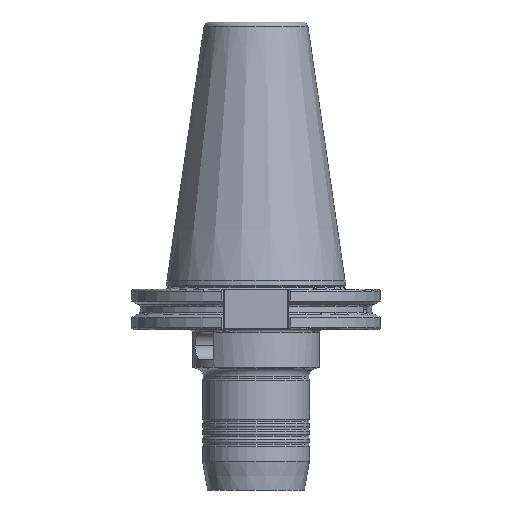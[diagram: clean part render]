
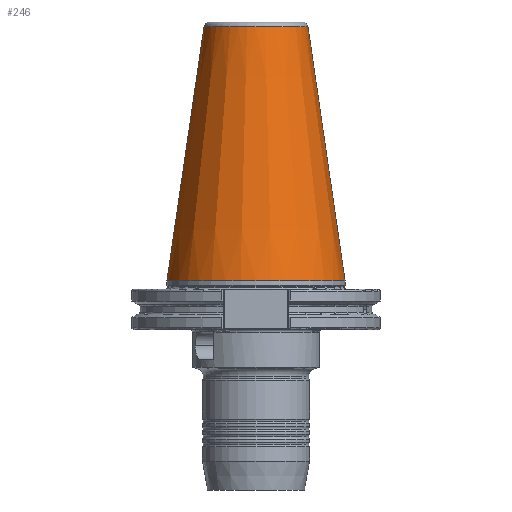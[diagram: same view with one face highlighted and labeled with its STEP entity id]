
A CAD part, front view. The second image highlights one B-rep face of the part: STEP entity #246.
In plain terms, the highlighted conical face has half-angle 8.297 degrees and reference radius 20.108 mm.
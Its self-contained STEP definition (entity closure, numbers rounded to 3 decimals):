
#246 = ADVANCED_FACE ( 'NONE', ( #6250 ), #1800, .T. ) ;
#310 = CARTESIAN_POINT ( 'NONE',  ( 0., 0., 99.675 ) ) ;
#548 = DIRECTION ( 'NONE',  ( 0., 0., -1. ) ) ;
#609 = DIRECTION ( 'NONE',  ( 0.144, 0., -0.99 ) ) ;
#1049 = VERTEX_POINT ( 'NONE', #5790 ) ;
#1400 = DIRECTION ( 'NONE',  ( 1., 0., 0. ) ) ;
#1600 = DIRECTION ( 'NONE',  ( -1., 0., 0. ) ) ;
#1800 = CONICAL_SURFACE ( 'NONE', #3101, 20.108, 0.145 ) ;
#1889 = ORIENTED_EDGE ( 'NONE', *, *, #2732, .T. ) ;
#1951 = EDGE_LOOP ( 'NONE', ( #3844, #1889, #6549, #6867 ) ) ;
#1966 = VECTOR ( 'NONE', #609, 1000. ) ;
#2326 = EDGE_CURVE ( 'NONE', #1049, #8118, #8580, .T. ) ;
#2516 = VERTEX_POINT ( 'NONE', #5631 ) ;
#2584 = AXIS2_PLACEMENT_3D ( 'NONE', #5901, #548, #1600 ) ;
#2688 = DIRECTION ( 'NONE',  ( 0., 0., -1. ) ) ;
#2732 = EDGE_CURVE ( 'NONE', #6063, #1049, #3603, .T. ) ;
#3059 = CARTESIAN_POINT ( 'NONE',  ( 0., 0., 101.6 ) ) ;
#3101 = AXIS2_PLACEMENT_3D ( 'NONE', #3059, #2688, #3427 ) ;
#3263 = VECTOR ( 'NONE', #5165, 1000. ) ;
#3298 = EDGE_CURVE ( 'NONE', #2516, #8118, #6761, .T. ) ;
#3343 = CARTESIAN_POINT ( 'NONE',  ( 20.389, 0., 99.675 ) ) ;
#3427 = DIRECTION ( 'NONE',  ( -1., 0., 0. ) ) ;
#3603 = CIRCLE ( 'NONE', #8475, 20.389 ) ;
#3775 = LINE ( 'NONE', #4761, #1966 ) ;
#3844 = ORIENTED_EDGE ( 'NONE', *, *, #6100, .F. ) ;
#4761 = CARTESIAN_POINT ( 'NONE',  ( 20.108, 0., 101.6 ) ) ;
#5068 = CARTESIAN_POINT ( 'NONE',  ( -34.925, 0., 0. ) ) ;
#5165 = DIRECTION ( 'NONE',  ( -0.144, 0., -0.99 ) ) ;
#5631 = CARTESIAN_POINT ( 'NONE',  ( 34.925, 0., 0. ) ) ;
#5790 = CARTESIAN_POINT ( 'NONE',  ( -20.389, 0., 99.675 ) ) ;
#5901 = CARTESIAN_POINT ( 'NONE',  ( 0., 0., 0. ) ) ;
#6063 = VERTEX_POINT ( 'NONE', #3343 ) ;
#6100 = EDGE_CURVE ( 'NONE', #6063, #2516, #3775, .T. ) ;
#6250 = FACE_OUTER_BOUND ( 'NONE', #1951, .T. ) ;
#6475 = CARTESIAN_POINT ( 'NONE',  ( -20.108, 0., 101.6 ) ) ;
#6549 = ORIENTED_EDGE ( 'NONE', *, *, #2326, .T. ) ;
#6761 = CIRCLE ( 'NONE', #2584, 34.925 ) ;
#6867 = ORIENTED_EDGE ( 'NONE', *, *, #3298, .F. ) ;
#7651 = DIRECTION ( 'NONE',  ( 0., 0., -1. ) ) ;
#8118 = VERTEX_POINT ( 'NONE', #5068 ) ;
#8475 = AXIS2_PLACEMENT_3D ( 'NONE', #310, #7651, #1400 ) ;
#8580 = LINE ( 'NONE', #6475, #3263 ) ;
